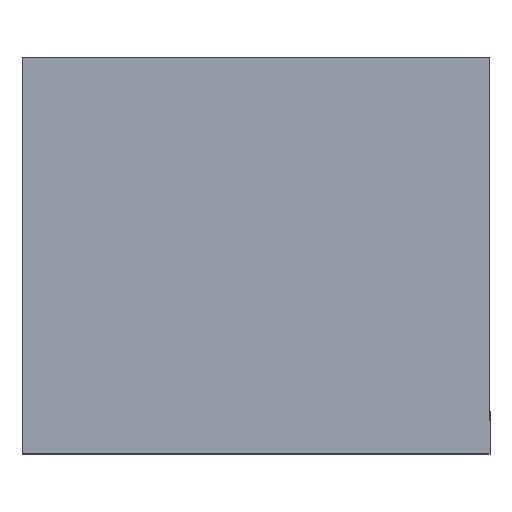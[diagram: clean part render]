
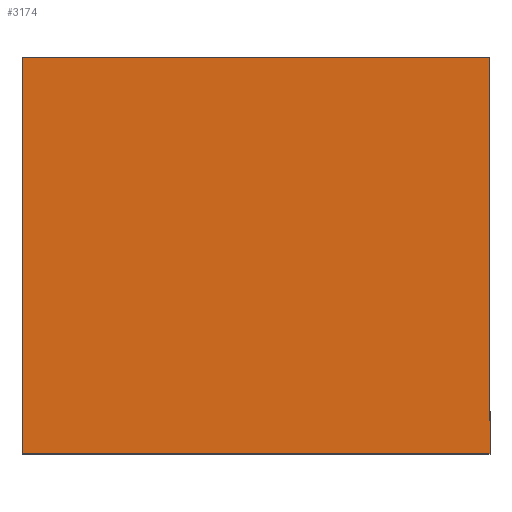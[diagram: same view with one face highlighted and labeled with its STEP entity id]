
A CAD part, top view. The second image highlights one B-rep face of the part: STEP entity #3174.
In plain terms, the highlighted planar face has unit normal (0, 0, 1).
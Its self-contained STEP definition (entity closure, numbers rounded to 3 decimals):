
#880=ORIENTED_EDGE('',*,*,#1405,.T.);
#881=ORIENTED_EDGE('',*,*,#1406,.F.);
#882=ORIENTED_EDGE('',*,*,#1407,.F.);
#883=ORIENTED_EDGE('',*,*,#1408,.T.);
#1405=EDGE_CURVE('',#1712,#1713,#2123,.T.);
#1406=EDGE_CURVE('',#1714,#1713,#2124,.T.);
#1407=EDGE_CURVE('',#1715,#1714,#2125,.T.);
#1408=EDGE_CURVE('',#1715,#1712,#2126,.T.);
#1712=VERTEX_POINT('',#5032);
#1713=VERTEX_POINT('',#5033);
#1714=VERTEX_POINT('',#5035);
#1715=VERTEX_POINT('',#5037);
#2123=LINE('',#5031,#2537);
#2124=LINE('',#5034,#2538);
#2125=LINE('',#5036,#2539);
#2126=LINE('',#5038,#2540);
#2537=VECTOR('',#4122,1000.);
#2538=VECTOR('',#4123,1000.);
#2539=VECTOR('',#4124,1000.);
#2540=VECTOR('',#4125,1000.);
#2718=EDGE_LOOP('',(#880,#881,#882,#883));
#2882=FACE_BOUND('',#2718,.T.);
#3028=PLANE('',#3388);
#3174=ADVANCED_FACE('',(#2882),#3028,.F.);
#3388=AXIS2_PLACEMENT_3D('',#5030,#4120,#4121);
#4120=DIRECTION('',(0.,0.,-1.));
#4121=DIRECTION('',(-1.,0.,0.));
#4122=DIRECTION('',(-1.,0.,0.));
#4123=DIRECTION('',(0.,1.,0.));
#4124=DIRECTION('',(-1.,0.,0.));
#4125=DIRECTION('',(0.,1.,0.));
#5030=CARTESIAN_POINT('',(2.75,-3.25,1.4));
#5031=CARTESIAN_POINT('',(2.75,3.25,1.4));
#5032=CARTESIAN_POINT('',(2.75,3.25,1.4));
#5033=CARTESIAN_POINT('',(-2.75,3.25,1.4));
#5034=CARTESIAN_POINT('',(-2.75,-3.25,1.4));
#5035=CARTESIAN_POINT('',(-2.75,-3.25,1.4));
#5036=CARTESIAN_POINT('',(2.75,-3.25,1.4));
#5037=CARTESIAN_POINT('',(2.75,-3.25,1.4));
#5038=CARTESIAN_POINT('',(2.75,-3.25,1.4));
